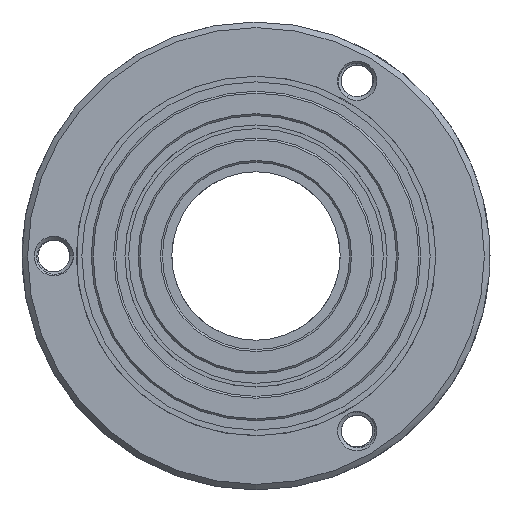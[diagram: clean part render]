
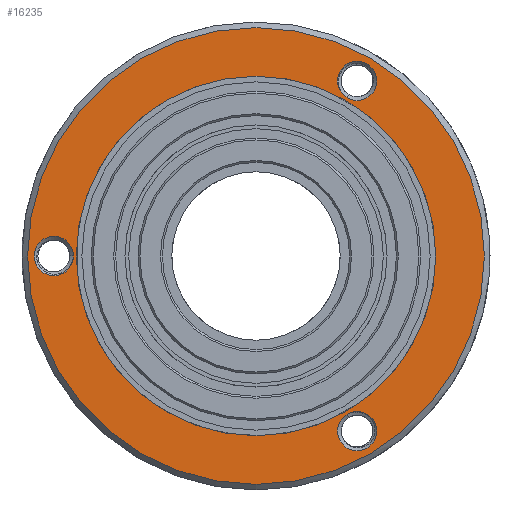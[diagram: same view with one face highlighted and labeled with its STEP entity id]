
A CAD part, left-side view. The second image highlights one B-rep face of the part: STEP entity #16235.
In plain terms, the highlighted planar face has unit normal (-1, 0, 0).
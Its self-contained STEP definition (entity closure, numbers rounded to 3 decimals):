
#574 = PLANE ( 'NONE',  #6320 ) ;
#724 = ORIENTED_EDGE ( 'NONE', *, *, #2421, .T. ) ;
#1375 = CIRCLE ( 'NONE', #9684, 9.6 ) ;
#1429 = CARTESIAN_POINT ( 'NONE',  ( 6.5, 0., 9.6 ) ) ;
#2109 = EDGE_LOOP ( 'NONE', ( #22755 ) ) ;
#2147 = FACE_BOUND ( 'NONE', #6230, .T. ) ;
#2318 = DIRECTION ( 'NONE',  ( 0., 0., -1. ) ) ;
#2421 = EDGE_CURVE ( 'NONE', #20292, #20292, #15431, .T. ) ;
#2437 = DIRECTION ( 'NONE',  ( 1., 0., 0. ) ) ;
#3198 = DIRECTION ( 'NONE',  ( -1., 0., 0. ) ) ;
#3373 = CARTESIAN_POINT ( 'NONE',  ( 6.5, 0., -12.2 ) ) ;
#3389 = CIRCLE ( 'NONE', #18323, 1.05 ) ;
#3469 = CARTESIAN_POINT ( 'NONE',  ( 6.5, -5.4, -9.353 ) ) ;
#4300 = AXIS2_PLACEMENT_3D ( 'NONE', #5551, #3198, #19067 ) ;
#4618 = CARTESIAN_POINT ( 'NONE',  ( 6.5, 10.8, 0. ) ) ;
#5028 = ORIENTED_EDGE ( 'NONE', *, *, #15446, .T. ) ;
#5072 = VERTEX_POINT ( 'NONE', #17405 ) ;
#5551 = CARTESIAN_POINT ( 'NONE',  ( 6.5, 0., 0. ) ) ;
#5604 = VERTEX_POINT ( 'NONE', #9374 ) ;
#6230 = EDGE_LOOP ( 'NONE', ( #724 ) ) ;
#6320 = AXIS2_PLACEMENT_3D ( 'NONE', #6693, #10727, #18627 ) ;
#6350 = ORIENTED_EDGE ( 'NONE', *, *, #19193, .T. ) ;
#6693 = CARTESIAN_POINT ( 'NONE',  ( 6.5, 12.5, 0. ) ) ;
#6823 = CIRCLE ( 'NONE', #4300, 12.2 ) ;
#7244 = EDGE_LOOP ( 'NONE', ( #23738 ) ) ;
#7290 = DIRECTION ( 'NONE',  ( 0., 0., 1. ) ) ;
#8403 = FACE_BOUND ( 'NONE', #2109, .T. ) ;
#8681 = EDGE_LOOP ( 'NONE', ( #6350 ) ) ;
#8770 = FACE_BOUND ( 'NONE', #20356, .T. ) ;
#9223 = AXIS2_PLACEMENT_3D ( 'NONE', #3469, #16864, #23186 ) ;
#9358 = CARTESIAN_POINT ( 'NONE',  ( 6.5, 0., 0. ) ) ;
#9374 = CARTESIAN_POINT ( 'NONE',  ( 6.5, -5.4, 8.303 ) ) ;
#9684 = AXIS2_PLACEMENT_3D ( 'NONE', #9358, #17268, #7290 ) ;
#10727 = DIRECTION ( 'NONE',  ( 1., 0., 0. ) ) ;
#12404 = FACE_BOUND ( 'NONE', #7244, .T. ) ;
#13742 = AXIS2_PLACEMENT_3D ( 'NONE', #4618, #14490, #14240 ) ;
#14240 = DIRECTION ( 'NONE',  ( 0., 0., -1. ) ) ;
#14490 = DIRECTION ( 'NONE',  ( 1., 0., 0. ) ) ;
#14588 = CIRCLE ( 'NONE', #13742, 1.05 ) ;
#15414 = EDGE_CURVE ( 'NONE', #5604, #5604, #3389, .T. ) ;
#15431 = CIRCLE ( 'NONE', #9223, 1.05 ) ;
#15446 = EDGE_CURVE ( 'NONE', #5072, #5072, #14588, .T. ) ;
#16235 = ADVANCED_FACE ( 'NONE', ( #19944, #2147, #12404, #8770, #8403 ), #574, .F. ) ;
#16401 = CARTESIAN_POINT ( 'NONE',  ( 6.5, -5.4, -10.403 ) ) ;
#16864 = DIRECTION ( 'NONE',  ( 1., 0., 0. ) ) ;
#17026 = VERTEX_POINT ( 'NONE', #1429 ) ;
#17268 = DIRECTION ( 'NONE',  ( -1., 0., 0. ) ) ;
#17405 = CARTESIAN_POINT ( 'NONE',  ( 6.5, 10.8, -1.05 ) ) ;
#18323 = AXIS2_PLACEMENT_3D ( 'NONE', #22391, #2437, #2318 ) ;
#18627 = DIRECTION ( 'NONE',  ( 0., 0., -1. ) ) ;
#18779 = EDGE_CURVE ( 'NONE', #17026, #17026, #1375, .T. ) ;
#19067 = DIRECTION ( 'NONE',  ( 0., 0., -1. ) ) ;
#19193 = EDGE_CURVE ( 'NONE', #24924, #24924, #6823, .T. ) ;
#19944 = FACE_OUTER_BOUND ( 'NONE', #8681, .T. ) ;
#20292 = VERTEX_POINT ( 'NONE', #16401 ) ;
#20356 = EDGE_LOOP ( 'NONE', ( #5028 ) ) ;
#22391 = CARTESIAN_POINT ( 'NONE',  ( 6.5, -5.4, 9.353 ) ) ;
#22755 = ORIENTED_EDGE ( 'NONE', *, *, #18779, .F. ) ;
#23186 = DIRECTION ( 'NONE',  ( 0., 0., -1. ) ) ;
#23738 = ORIENTED_EDGE ( 'NONE', *, *, #15414, .T. ) ;
#24924 = VERTEX_POINT ( 'NONE', #3373 ) ;
